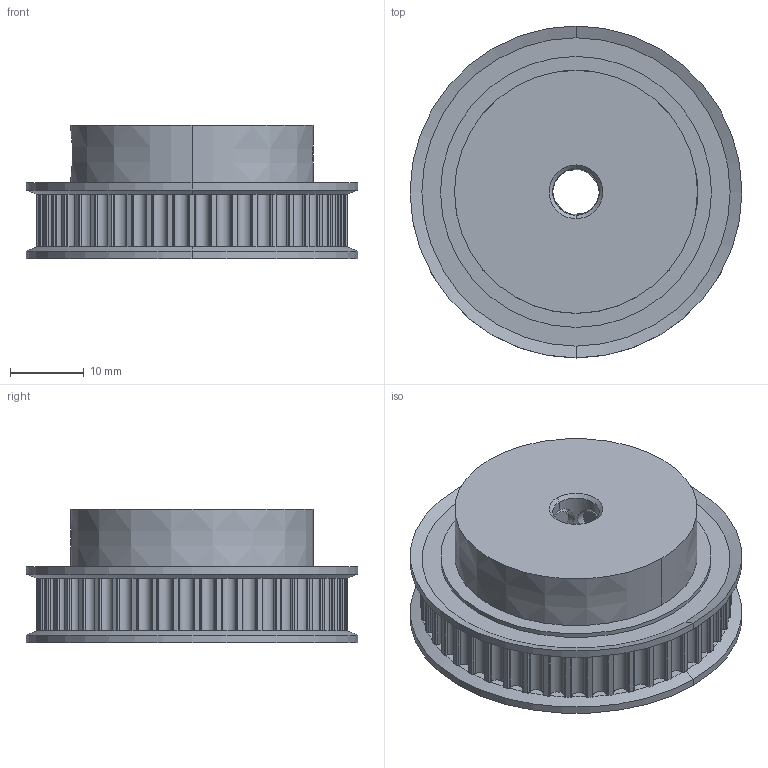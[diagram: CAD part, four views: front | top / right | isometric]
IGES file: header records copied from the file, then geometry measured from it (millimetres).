
Global section: file name: _cgs_temp_output.igs; native system: Creo Parametric by Parametric Technology Corporation; preprocessor: 2016360; author: SYSTEM; organization: Unknown; date: 20170924.090531; units: inch
Bounding box: 45.11 x 45.11 x 18.11 mm (x, y, z)
Volume: 19924.1 mm3; surface area: 6764.9 mm2
Topology: 1 solids, 1 shells, 513 faces, 1320 edges, 816 vertices
Faces by surface type: revolution 310, bspline 203
